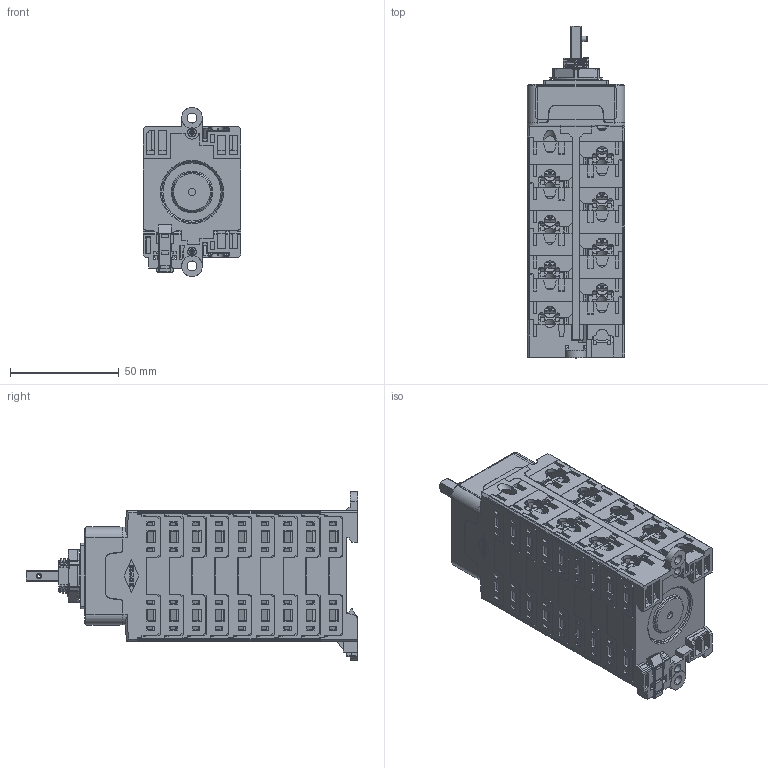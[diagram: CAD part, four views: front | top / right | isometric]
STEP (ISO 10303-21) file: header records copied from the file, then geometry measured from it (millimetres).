
FILE_DESCRIPTION((''),'2;1');
FILE_NAME('VAFX_420A1V0_COLOR_SP_ASM','2019-06-12T',('civetti_f'),(''),'PRO/ENGINEER BY PARAMETRIC TECHNOLOGY CORPORATION, 2011080','PRO/ENGINEER BY PARAMETRIC TECHNOLOGY CORPORATION, 2011080','');
FILE_SCHEMA(('CONFIG_CONTROL_DESIGN'));
Products named in the file (28): 7163-001; 7163-001-GR0_ASM; 6937; 2006_1; 7164-F; G2099_ASM; 7158; VAGK0FM1AS_ASM; 7093; 6952_A; 6953_A; G_1876_A; G_1876_B; G_1876_ASM; 7092-002-N; VAGK-SB-N_ASM; 7092-002-R; VAGK-IB-R_ASM; VAGK-IB-N_ASM; 7094; 6593_COPIA; 6561_010; 7094-R; VAGK0TBV-R_ASM; 6893-009; 7070_NEUTRA; 7072; VAFX_420A1V0_COLOR_SP_ASM
Assembly tree (45 placements, depth 4):
  VAFX_420A1V0_COLOR_SP_ASM
    VAGK0FM1AS_ASM
      7163-001-GR0_ASM
        7163-001
      6937
      2006_1
      G2099_ASM
        7164-F
      7158
    7093
    VAGK-SB-N_ASM
      6952_A
      6953_A
      G_1876_ASM  x2
        G_1876_A
        G_1876_B
      7092-002-N
    VAGK-IB-R_ASM  x4
      6952_A
      6953_A
      G_1876_ASM
        G_1876_A
        G_1876_B
      7092-002-R
    VAGK-IB-N_ASM  x3
      6952_A
      6953_A
      G_1876_ASM
        G_1876_A
        G_1876_B
      7092-002-N
    VAGK0TBV-R_ASM
      7094
      6593_COPIA
      6561_010  x2
      7094-R
    6893-009  x2
    7070_NEUTRA  x2
    7072
Bounding box: 45 x 152.75 x 77.8 mm (x, y, z)
Volume: 318093.1 mm3; surface area: 159700.8 mm2
Topology: 72 solids, 76 shells, 8892 faces, 24197 edges, 15666 vertices
Faces by surface type: plane 6657, cylinder 1089, cone 534, bspline 360, torus 154, sphere 78, extrusion 20
Entity records: 161752 total; most frequent: CARTESIAN_POINT 63433, ORIENTED_EDGE 21344, DIRECTION 18594, EDGE_CURVE 10672, VECTOR 8342, LINE 8322, VERTEX_POINT 6866, AXIS2_PLACEMENT_3D 5126
